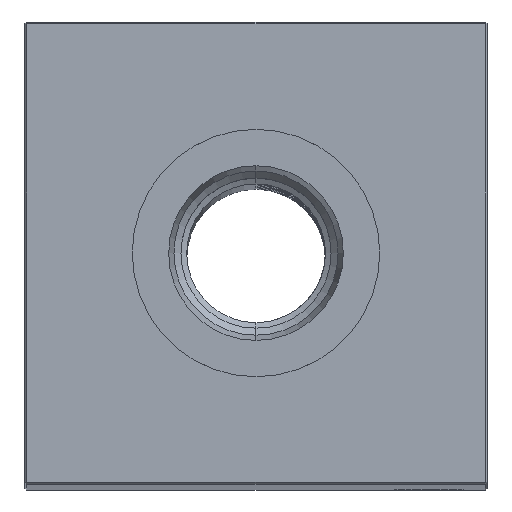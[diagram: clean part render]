
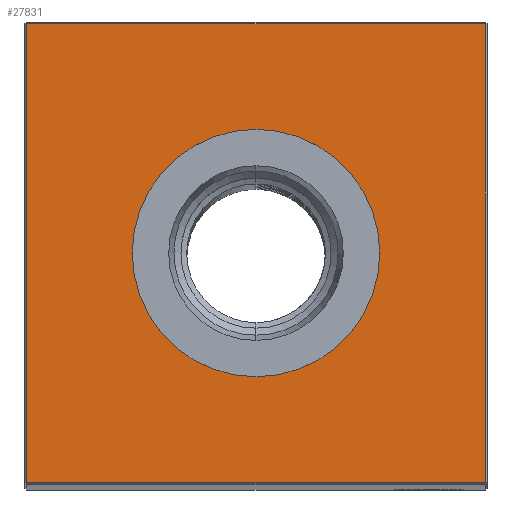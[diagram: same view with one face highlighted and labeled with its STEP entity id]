
A CAD part, top view. The second image highlights one B-rep face of the part: STEP entity #27831.
In plain terms, the highlighted planar face has unit normal (0, 0, 1).
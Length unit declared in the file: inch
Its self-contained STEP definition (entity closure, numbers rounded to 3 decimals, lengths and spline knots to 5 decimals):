
#57 = DIRECTION ( 'NONE',  ( -1., 0., 0. ) ) ;
#76 = DIRECTION ( 'NONE',  ( 0., 0., -1. ) ) ;
#171 = DIRECTION ( 'NONE',  ( 1., 0., 0. ) ) ;
#469 = ORIENTED_EDGE ( 'NONE', *, *, #7304, .T. ) ;
#939 = AXIS2_PLACEMENT_3D ( 'NONE', #5690, #18947, #27272 ) ;
#984 = EDGE_CURVE ( 'NONE', #1591, #4330, #23304, .T. ) ;
#1024 = VECTOR ( 'NONE', #171, 39.37008 ) ;
#1091 = VERTEX_POINT ( 'NONE', #20172 ) ;
#1591 = VERTEX_POINT ( 'NONE', #6720 ) ;
#1605 = EDGE_LOOP ( 'NONE', ( #23982, #6324, #20177, #9453 ) ) ;
#2043 = VECTOR ( 'NONE', #14834, 39.37008 ) ;
#2724 = AXIS2_PLACEMENT_3D ( 'NONE', #4059, #76, #14645 ) ;
#3773 = FACE_OUTER_BOUND ( 'NONE', #1605, .T. ) ;
#4059 = CARTESIAN_POINT ( 'NONE',  ( 0., 0., 18.25 ) ) ;
#4296 = LINE ( 'NONE', #17004, #1024 ) ;
#4330 = VERTEX_POINT ( 'NONE', #13566 ) ;
#4487 = VERTEX_POINT ( 'NONE', #23968 ) ;
#5398 = VERTEX_POINT ( 'NONE', #17850 ) ;
#5690 = CARTESIAN_POINT ( 'NONE',  ( 0., 0., 18.25 ) ) ;
#5937 = CIRCLE ( 'NONE', #939, 0.66929 ) ;
#6092 = DIRECTION ( 'NONE',  ( 0., -1., 0. ) ) ;
#6324 = ORIENTED_EDGE ( 'NONE', *, *, #16735, .T. ) ;
#6720 = CARTESIAN_POINT ( 'NONE',  ( 1.24, -1.24, 18.25 ) ) ;
#7304 = EDGE_CURVE ( 'NONE', #4487, #9001, #25301, .T. ) ;
#7582 = EDGE_CURVE ( 'NONE', #9001, #4487, #5937, .T. ) ;
#9001 = VERTEX_POINT ( 'NONE', #23433 ) ;
#9453 = ORIENTED_EDGE ( 'NONE', *, *, #12852, .T. ) ;
#12063 = DIRECTION ( 'NONE',  ( -1., 0., 0. ) ) ;
#12789 = VECTOR ( 'NONE', #57, 39.37008 ) ;
#12852 = EDGE_CURVE ( 'NONE', #4330, #1091, #25488, .T. ) ;
#13566 = CARTESIAN_POINT ( 'NONE',  ( 1.24, 1.24, 18.25 ) ) ;
#14184 = DIRECTION ( 'NONE',  ( 0., 0., -1. ) ) ;
#14312 = ORIENTED_EDGE ( 'NONE', *, *, #7582, .T. ) ;
#14645 = DIRECTION ( 'NONE',  ( -1., 0., 0. ) ) ;
#14834 = DIRECTION ( 'NONE',  ( 0., 1., 0. ) ) ;
#15883 = CARTESIAN_POINT ( 'NONE',  ( 0., 0., 18.25 ) ) ;
#16735 = EDGE_CURVE ( 'NONE', #5398, #1591, #4296, .T. ) ;
#16760 = PLANE ( 'NONE',  #2724 ) ;
#17004 = CARTESIAN_POINT ( 'NONE',  ( 0., -1.24, 18.25 ) ) ;
#17080 = CARTESIAN_POINT ( 'NONE',  ( -1.24, 0., 18.25 ) ) ;
#17357 = LINE ( 'NONE', #17080, #27516 ) ;
#17850 = CARTESIAN_POINT ( 'NONE',  ( -1.24, -1.24, 18.25 ) ) ;
#18290 = EDGE_CURVE ( 'NONE', #1091, #5398, #17357, .T. ) ;
#18947 = DIRECTION ( 'NONE',  ( 0., 0., -1. ) ) ;
#19417 = CARTESIAN_POINT ( 'NONE',  ( 0., 1.24, 18.25 ) ) ;
#20172 = CARTESIAN_POINT ( 'NONE',  ( -1.24, 1.24, 18.25 ) ) ;
#20177 = ORIENTED_EDGE ( 'NONE', *, *, #984, .T. ) ;
#20780 = AXIS2_PLACEMENT_3D ( 'NONE', #15883, #14184, #12063 ) ;
#23304 = LINE ( 'NONE', #25139, #2043 ) ;
#23433 = CARTESIAN_POINT ( 'NONE',  ( 0., -0.66929, 18.25 ) ) ;
#23968 = CARTESIAN_POINT ( 'NONE',  ( 0., 0.66929, 18.25 ) ) ;
#23982 = ORIENTED_EDGE ( 'NONE', *, *, #18290, .T. ) ;
#24177 = EDGE_LOOP ( 'NONE', ( #469, #14312 ) ) ;
#25139 = CARTESIAN_POINT ( 'NONE',  ( 1.24, 0., 18.25 ) ) ;
#25301 = CIRCLE ( 'NONE', #20780, 0.66929 ) ;
#25488 = LINE ( 'NONE', #19417, #12789 ) ;
#25506 = FACE_BOUND ( 'NONE', #24177, .T. ) ;
#27272 = DIRECTION ( 'NONE',  ( -1., 0., 0. ) ) ;
#27516 = VECTOR ( 'NONE', #6092, 39.37008 ) ;
#27831 = ADVANCED_FACE ( 'NONE', ( #3773, #25506 ), #16760, .F. ) ;
